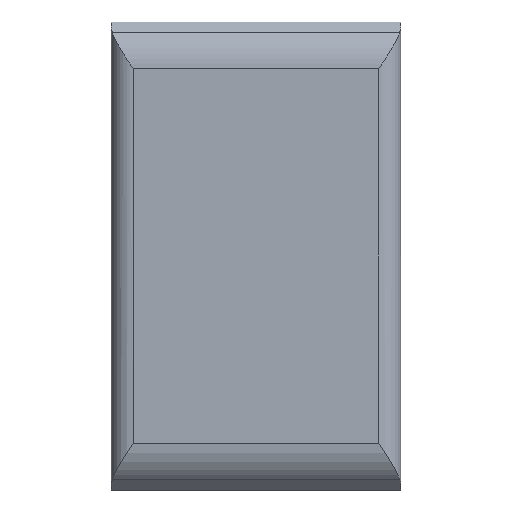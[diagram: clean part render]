
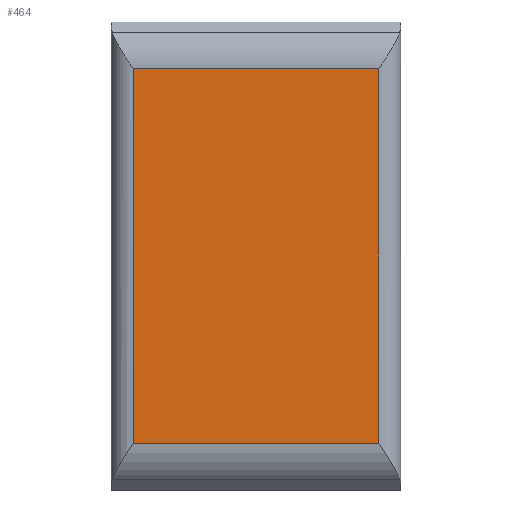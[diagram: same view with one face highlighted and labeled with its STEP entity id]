
A CAD part, front view. The second image highlights one B-rep face of the part: STEP entity #464.
In plain terms, the highlighted planar face has unit normal (0, -1, 0).
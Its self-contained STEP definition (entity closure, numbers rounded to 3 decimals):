
#17 = DIRECTION ( 'NONE',  ( 0., -1., 0. ) ) ;
#36 = LINE ( 'NONE', #306, #111 ) ;
#37 = FACE_OUTER_BOUND ( 'NONE', #62, .T. ) ;
#39 = CARTESIAN_POINT ( 'NONE',  ( 19.8, -4., 25.601 ) ) ;
#62 = EDGE_LOOP ( 'NONE', ( #1434, #848, #174, #1253 ) ) ;
#93 = CARTESIAN_POINT ( 'NONE',  ( 19.8, -4., -25.601 ) ) ;
#96 = CARTESIAN_POINT ( 'NONE',  ( -16.8, -4., 25.601 ) ) ;
#105 = CARTESIAN_POINT ( 'NONE',  ( -16.8, -4., 25.601 ) ) ;
#111 = VECTOR ( 'NONE', #1108, 1000. ) ;
#174 = ORIENTED_EDGE ( 'NONE', *, *, #1249, .F. ) ;
#297 = VERTEX_POINT ( 'NONE', #1105 ) ;
#298 = VERTEX_POINT ( 'NONE', #874 ) ;
#306 = CARTESIAN_POINT ( 'NONE',  ( 19.8, -4., 25.601 ) ) ;
#375 = EDGE_CURVE ( 'NONE', #1013, #297, #1391, .T. ) ;
#382 = DIRECTION ( 'NONE',  ( 0., 0., -1. ) ) ;
#464 = ADVANCED_FACE ( 'NONE', ( #37 ), #1071, .T. ) ;
#526 = DIRECTION ( 'NONE',  ( -1., 0., 0. ) ) ;
#604 = CARTESIAN_POINT ( 'NONE',  ( 16.8, -4., 32. ) ) ;
#621 = VECTOR ( 'NONE', #526, 1000. ) ;
#655 = VECTOR ( 'NONE', #382, 1000. ) ;
#694 = EDGE_CURVE ( 'NONE', #298, #1013, #36, .T. ) ;
#704 = EDGE_CURVE ( 'NONE', #936, #297, #787, .T. ) ;
#787 = LINE ( 'NONE', #93, #621 ) ;
#816 = DIRECTION ( 'NONE',  ( 0., 0., -1. ) ) ;
#848 = ORIENTED_EDGE ( 'NONE', *, *, #704, .F. ) ;
#874 = CARTESIAN_POINT ( 'NONE',  ( 16.8, -4., 25.601 ) ) ;
#913 = VECTOR ( 'NONE', #1241, 1000. ) ;
#936 = VERTEX_POINT ( 'NONE', #1149 ) ;
#953 = LINE ( 'NONE', #604, #655 ) ;
#1013 = VERTEX_POINT ( 'NONE', #105 ) ;
#1071 = PLANE ( 'NONE',  #1216 ) ;
#1105 = CARTESIAN_POINT ( 'NONE',  ( -16.8, -4., -25.601 ) ) ;
#1108 = DIRECTION ( 'NONE',  ( -1., 0., 0. ) ) ;
#1149 = CARTESIAN_POINT ( 'NONE',  ( 16.8, -4., -25.601 ) ) ;
#1216 = AXIS2_PLACEMENT_3D ( 'NONE', #39, #17, #816 ) ;
#1241 = DIRECTION ( 'NONE',  ( 0., 0., -1. ) ) ;
#1249 = EDGE_CURVE ( 'NONE', #298, #936, #953, .T. ) ;
#1253 = ORIENTED_EDGE ( 'NONE', *, *, #694, .T. ) ;
#1391 = LINE ( 'NONE', #96, #913 ) ;
#1434 = ORIENTED_EDGE ( 'NONE', *, *, #375, .T. ) ;
